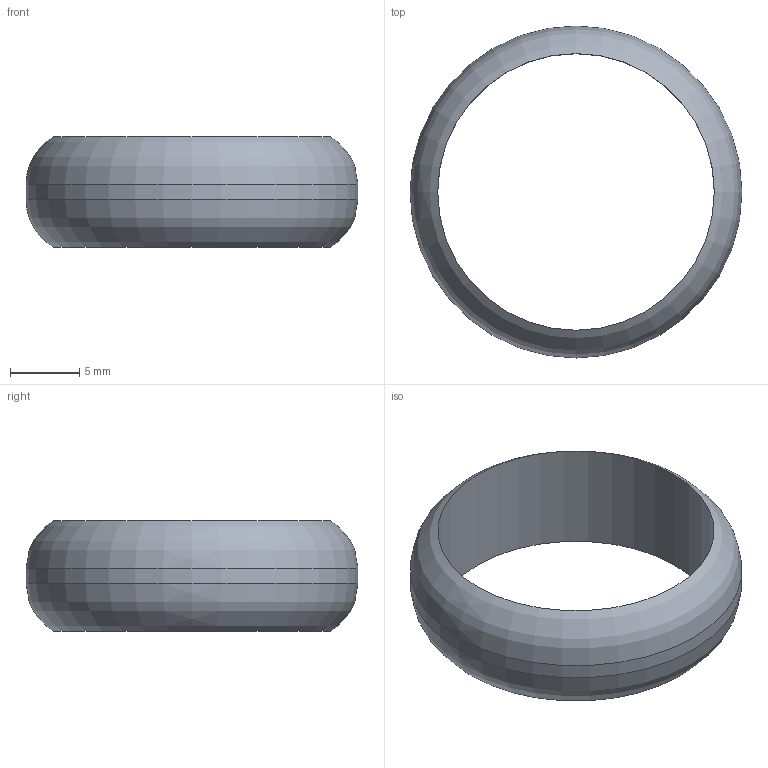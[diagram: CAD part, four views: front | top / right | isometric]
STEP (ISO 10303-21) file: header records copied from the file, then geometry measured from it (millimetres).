
FILE_DESCRIPTION(/* description */ (''),/* implementation_level */ '2;1');
FILE_NAME(/* name */ 'шина.stp',/* time_stamp */ '2025-02-10T22:20:14+03:00',/* author */ ('Admin'),/* organization */ (''),/* preprocessor_version */ 'ST-DEVELOPER v18.1',/* originating_system */ 'Autodesk Inventor 2022',/* authorisation */ '');
FILE_SCHEMA (('AUTOMOTIVE_DESIGN { 1 0 10303 214 3 1 1 }'));
Length unit declared in the file: millimetre
Products named in the file (1): шина
Bounding box: 24 x 24 x 8 mm (x, y, z)
Volume: 816.2 mm3; surface area: 1178.7 mm2
Topology: 1 solids, 1 shells, 4 faces, 10 edges, 6 vertices
Faces by surface type: torus 2, cylinder 2
Full cylindrical faces by diameter (mm): 20 x1, 24 x1
Entity records: 184 total; most frequent: DIRECTION 28, CARTESIAN_POINT 21, ORIENTED_EDGE 20, AXIS2_PLACEMENT_3D 13, EDGE_CURVE 10, CIRCLE 8, VERTEX_POINT 6, STYLED_ITEM 5
